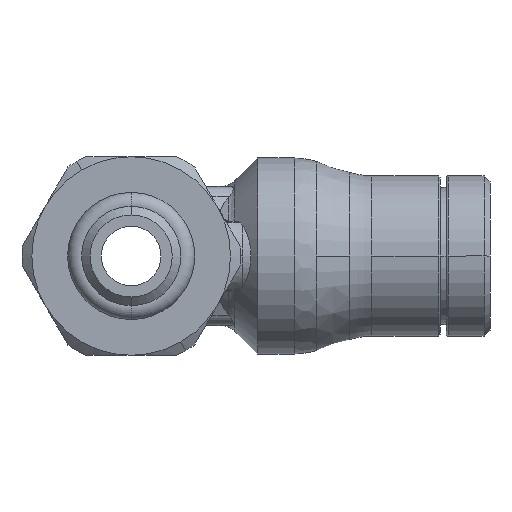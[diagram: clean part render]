
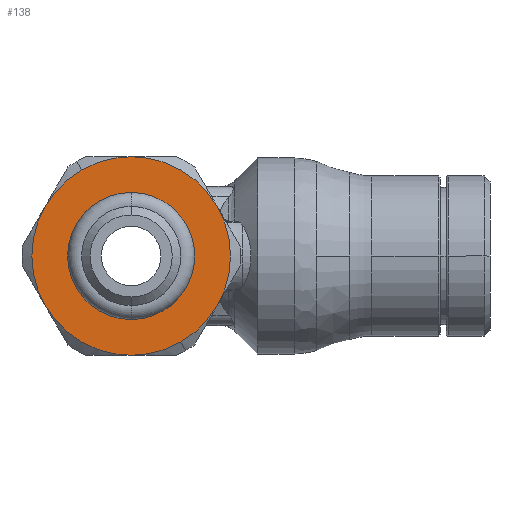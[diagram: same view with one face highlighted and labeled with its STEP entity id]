
A CAD part, left-side view. The second image highlights one B-rep face of the part: STEP entity #138.
In plain terms, the highlighted planar face has unit normal (-1, 0, 0).
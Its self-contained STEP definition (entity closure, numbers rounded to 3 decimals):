
#138=ADVANCED_FACE('',(#452,#453),#454,.T.);
#452=FACE_BOUND('',#899,.T.);
#453=FACE_OUTER_BOUND('',#900,.T.);
#454=PLANE('',#901);
#899=EDGE_LOOP('',(#1881,#1882));
#900=EDGE_LOOP('',(#1883,#1884,#1885,#1886,#1887,#1888,#1889,#1890));
#901=AXIS2_PLACEMENT_3D('',#1891,#1892,#1893);
#1881=ORIENTED_EDGE('',*,*,#3182,.T.);
#1882=ORIENTED_EDGE('',*,*,#3149,.T.);
#1883=ORIENTED_EDGE('',*,*,#3230,.F.);
#1884=ORIENTED_EDGE('',*,*,#3119,.F.);
#1885=ORIENTED_EDGE('',*,*,#3232,.F.);
#1886=ORIENTED_EDGE('',*,*,#3234,.F.);
#1887=ORIENTED_EDGE('',*,*,#3237,.F.);
#1888=ORIENTED_EDGE('',*,*,#3239,.F.);
#1889=ORIENTED_EDGE('',*,*,#3117,.F.);
#1890=ORIENTED_EDGE('',*,*,#3241,.F.);
#1891=CARTESIAN_POINT('',(-22.5,0.,0.));
#1892=DIRECTION('',(-1.0,0.,0.));
#1893=DIRECTION('',(0.,-0.866,0.5));
#3117=EDGE_CURVE('',#3840,#3836,#3842,.T.);
#3119=EDGE_CURVE('',#3843,#3846,#3847,.T.);
#3149=EDGE_CURVE('',#3894,#3896,#3898,.T.);
#3182=EDGE_CURVE('',#3896,#3894,#3951,.T.);
#3230=EDGE_CURVE('',#3846,#4018,#4024,.T.);
#3232=EDGE_CURVE('',#4025,#3843,#4027,.T.);
#3234=EDGE_CURVE('',#4028,#4025,#4030,.T.);
#3237=EDGE_CURVE('',#4032,#4028,#4034,.T.);
#3239=EDGE_CURVE('',#3836,#4032,#4036,.T.);
#3241=EDGE_CURVE('',#4018,#3840,#4038,.T.);
#3836=VERTEX_POINT('',#5093);
#3840=VERTEX_POINT('',#5098);
#3842=CIRCLE('',#5111,5.0);
#3843=VERTEX_POINT('',#5112);
#3846=VERTEX_POINT('',#5116);
#3847=CIRCLE('',#5117,5.0);
#3894=VERTEX_POINT('',#5211);
#3896=VERTEX_POINT('',#5213);
#3898=CIRCLE('',#5215,3.2);
#3951=CIRCLE('',#5280,3.2);
#4018=VERTEX_POINT('',#5445);
#4024=CIRCLE('',#5506,5.0);
#4025=VERTEX_POINT('',#5507);
#4027=CIRCLE('',#5520,5.0);
#4028=VERTEX_POINT('',#5521);
#4030=CIRCLE('',#5534,5.0);
#4032=VERTEX_POINT('',#5547);
#4034=CIRCLE('',#5560,5.0);
#4036=CIRCLE('',#5573,5.0);
#4038=CIRCLE('',#5586,5.0);
#5093=CARTESIAN_POINT('',(-22.5,2.5,4.33));
#5098=CARTESIAN_POINT('',(-22.5,4.33,2.5));
#5111=AXIS2_PLACEMENT_3D('',#7115,#7116,#7117);
#5112=CARTESIAN_POINT('',(-22.5,-2.5,-4.33));
#5116=CARTESIAN_POINT('',(-22.5,0.,-5.0));
#5117=AXIS2_PLACEMENT_3D('',#7119,#7120,#7121);
#5211=CARTESIAN_POINT('',(-22.5,0.,3.2));
#5213=CARTESIAN_POINT('',(-22.5,0.,-3.2));
#5215=AXIS2_PLACEMENT_3D('',#7172,#7173,#7174);
#5280=AXIS2_PLACEMENT_3D('',#7247,#7248,#7249);
#5445=CARTESIAN_POINT('',(-22.5,4.33,-2.5));
#5506=AXIS2_PLACEMENT_3D('',#7332,#7333,#7334);
#5507=CARTESIAN_POINT('',(-22.5,-4.33,-2.5));
#5520=AXIS2_PLACEMENT_3D('',#7335,#7336,#7337);
#5521=CARTESIAN_POINT('',(-22.5,-4.33,2.5));
#5534=AXIS2_PLACEMENT_3D('',#7338,#7339,#7340);
#5547=CARTESIAN_POINT('',(-22.5,0.,5.0));
#5560=AXIS2_PLACEMENT_3D('',#7341,#7342,#7343);
#5573=AXIS2_PLACEMENT_3D('',#7344,#7345,#7346);
#5586=AXIS2_PLACEMENT_3D('',#7347,#7348,#7349);
#7115=CARTESIAN_POINT('',(-22.5,0.,0.));
#7116=DIRECTION('',(1.0,0.,0.));
#7117=DIRECTION('',(0.,0.5,0.866));
#7119=CARTESIAN_POINT('',(-22.5,0.,0.));
#7120=DIRECTION('',(1.0,0.,0.));
#7121=DIRECTION('',(0.,0.5,0.866));
#7172=CARTESIAN_POINT('',(-22.5,0.,0.));
#7173=DIRECTION('',(1.0,0.,0.));
#7174=DIRECTION('',(0.,0.,1.0));
#7247=CARTESIAN_POINT('',(-22.5,0.,0.));
#7248=DIRECTION('',(1.0,0.,0.));
#7249=DIRECTION('',(0.,0.,1.0));
#7332=CARTESIAN_POINT('',(-22.5,0.,0.));
#7333=DIRECTION('',(1.0,0.,0.));
#7334=DIRECTION('',(0.,0.5,0.866));
#7335=CARTESIAN_POINT('',(-22.5,0.,0.));
#7336=DIRECTION('',(1.0,0.,0.));
#7337=DIRECTION('',(0.,0.5,0.866));
#7338=CARTESIAN_POINT('',(-22.5,0.,0.));
#7339=DIRECTION('',(1.0,0.,0.));
#7340=DIRECTION('',(0.,0.5,0.866));
#7341=CARTESIAN_POINT('',(-22.5,0.,0.));
#7342=DIRECTION('',(1.0,0.,0.));
#7343=DIRECTION('',(0.,0.5,0.866));
#7344=CARTESIAN_POINT('',(-22.5,0.,0.));
#7345=DIRECTION('',(1.0,0.,0.));
#7346=DIRECTION('',(0.,0.5,0.866));
#7347=CARTESIAN_POINT('',(-22.5,0.,0.));
#7348=DIRECTION('',(1.0,0.,0.));
#7349=DIRECTION('',(0.,0.5,0.866));
